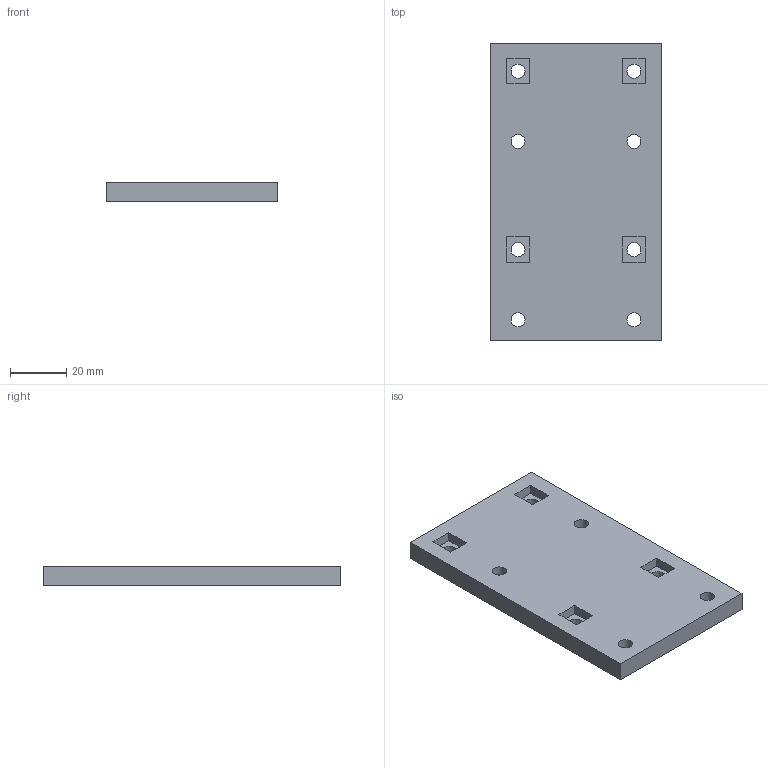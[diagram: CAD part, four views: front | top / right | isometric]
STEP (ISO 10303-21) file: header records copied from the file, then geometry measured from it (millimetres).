
FILE_DESCRIPTION(/* description */ (''),/* implementation_level */ '2;1');
FILE_NAME(/* name */ 'BPEXTENDER MK II.step',/* time_stamp */ '2020-10-15T18:20:18+02:00',/* author */ (''),/* organization */ (''),/* preprocessor_version */ 'ST-DEVELOPER v18.1',/* originating_system */ 'Autodesk Translation Framework v9.3.0.1241',/* authorisation */ '');
FILE_SCHEMA (('AUTOMOTIVE_DESIGN { 1 0 10303 214 3 1 1 }'));
Length unit declared in the file: millimetre
Products named in the file (1): Basplate extender MK II ver1
Bounding box: 61.27 x 106 x 7 mm (x, y, z)
Volume: 43266.8 mm3; surface area: 16281.8 mm2
Topology: 1 solids, 1 shells, 44 faces, 108 edges, 72 vertices
Faces by surface type: plane 36, cylinder 8
Full cylindrical faces by diameter (mm): 5 x8
Entity records: 1353 total; most frequent: CARTESIAN_POINT 225, ORIENTED_EDGE 216, DIRECTION 214, EDGE_CURVE 108, LINE 92, VECTOR 92, VERTEX_POINT 72, EDGE_LOOP 66
